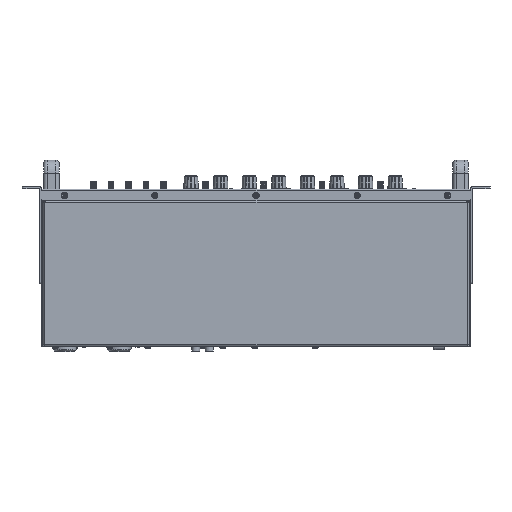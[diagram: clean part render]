
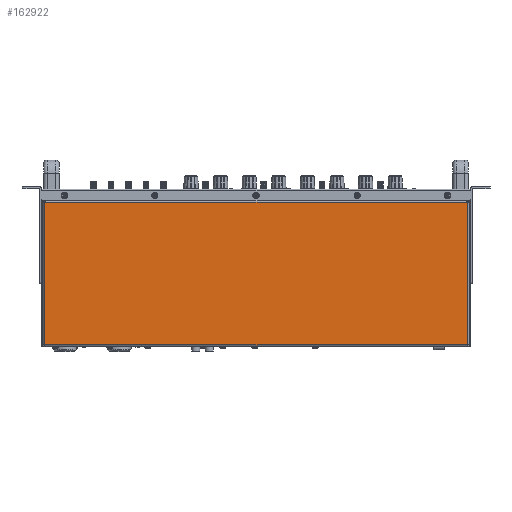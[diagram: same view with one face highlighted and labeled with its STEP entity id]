
A CAD part, front view. The second image highlights one B-rep face of the part: STEP entity #162922.
In plain terms, the highlighted planar face has unit normal (0, -1, 0).
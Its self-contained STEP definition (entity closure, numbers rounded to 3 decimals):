
#428 = LINE ( 'NONE', #268961, #194518 ) ;
#1393 = DIRECTION ( 'NONE',  ( 0., 0., -1. ) ) ;
#2909 = PLANE ( 'NONE',  #139372 ) ;
#4369 = FACE_OUTER_BOUND ( 'NONE', #145915, .T. ) ;
#5783 = DIRECTION ( 'NONE',  ( 0., -1., 0. ) ) ;
#6659 = ORIENTED_EDGE ( 'NONE', *, *, #59094, .F. ) ;
#9965 = LINE ( 'NONE', #277092, #227244 ) ;
#16304 = LINE ( 'NONE', #207487, #259140 ) ;
#23369 = LINE ( 'NONE', #26277, #166977 ) ;
#26277 = CARTESIAN_POINT ( 'NONE',  ( -217., -21.85, -12. ) ) ;
#29287 = CARTESIAN_POINT ( 'NONE',  ( -217., -21.85, -12. ) ) ;
#31642 = ORIENTED_EDGE ( 'NONE', *, *, #35764, .T. ) ;
#33250 = VERTEX_POINT ( 'NONE', #226895 ) ;
#35764 = EDGE_CURVE ( 'NONE', #200856, #64777, #23369, .T. ) ;
#41403 = ORIENTED_EDGE ( 'NONE', *, *, #229778, .F. ) ;
#43002 = VECTOR ( 'NONE', #255437, 1000. ) ;
#57300 = VERTEX_POINT ( 'NONE', #140431 ) ;
#58733 = CARTESIAN_POINT ( 'NONE',  ( 217.8, -21.85, -158.8 ) ) ;
#59094 = EDGE_CURVE ( 'NONE', #221626, #95481, #428, .T. ) ;
#60511 = CARTESIAN_POINT ( 'NONE',  ( -217., -21.85, -11.952 ) ) ;
#60641 = CARTESIAN_POINT ( 'NONE',  ( -217.8, -21.85, -12. ) ) ;
#64477 = EDGE_CURVE ( 'NONE', #180185, #57300, #16304, .T. ) ;
#64497 = EDGE_CURVE ( 'NONE', #64777, #252816, #118066, .T. ) ;
#64777 = VERTEX_POINT ( 'NONE', #29287 ) ;
#74116 = CARTESIAN_POINT ( 'NONE',  ( -217.8, -21.85, -12. ) ) ;
#79021 = DIRECTION ( 'NONE',  ( 0., 0., -1. ) ) ;
#83966 = ORIENTED_EDGE ( 'NONE', *, *, #64497, .T. ) ;
#89186 = CARTESIAN_POINT ( 'NONE',  ( -217.8, -21.85, -12. ) ) ;
#95481 = VERTEX_POINT ( 'NONE', #283993 ) ;
#100142 = CARTESIAN_POINT ( 'NONE',  ( 217., -21.85, -11.952 ) ) ;
#105365 = EDGE_CURVE ( 'NONE', #180185, #200856, #207027, .T. ) ;
#112968 = CARTESIAN_POINT ( 'NONE',  ( 0., -21.85, 0. ) ) ;
#118066 = LINE ( 'NONE', #74116, #160930 ) ;
#125196 = ORIENTED_EDGE ( 'NONE', *, *, #105365, .T. ) ;
#127609 = VECTOR ( 'NONE', #189783, 1000. ) ;
#134503 = LINE ( 'NONE', #223919, #212551 ) ;
#134785 = ORIENTED_EDGE ( 'NONE', *, *, #196718, .F. ) ;
#139372 = AXIS2_PLACEMENT_3D ( 'NONE', #112968, #5783, #162776 ) ;
#140431 = CARTESIAN_POINT ( 'NONE',  ( 217., -21.85, -12. ) ) ;
#141567 = DIRECTION ( 'NONE',  ( -1., 0., 0. ) ) ;
#145915 = EDGE_LOOP ( 'NONE', ( #283374, #134785, #189339, #125196, #31642, #83966, #41403, #6659 ) ) ;
#160930 = VECTOR ( 'NONE', #141567, 1000. ) ;
#162776 = DIRECTION ( 'NONE',  ( 0., 0., -1. ) ) ;
#162922 = ADVANCED_FACE ( 'NONE', ( #4369 ), #2909, .T. ) ;
#166977 = VECTOR ( 'NONE', #1393, 1000. ) ;
#167419 = CARTESIAN_POINT ( 'NONE',  ( 0., -21.85, -11.952 ) ) ;
#180185 = VERTEX_POINT ( 'NONE', #100142 ) ;
#189339 = ORIENTED_EDGE ( 'NONE', *, *, #64477, .F. ) ;
#189783 = DIRECTION ( 'NONE',  ( 0., 0., 1. ) ) ;
#194518 = VECTOR ( 'NONE', #226315, 1000. ) ;
#196718 = EDGE_CURVE ( 'NONE', #57300, #33250, #134503, .T. ) ;
#200856 = VERTEX_POINT ( 'NONE', #60511 ) ;
#207027 = LINE ( 'NONE', #167419, #43002 ) ;
#207487 = CARTESIAN_POINT ( 'NONE',  ( 217., -21.85, 0. ) ) ;
#212551 = VECTOR ( 'NONE', #248820, 1000. ) ;
#221626 = VERTEX_POINT ( 'NONE', #58733 ) ;
#223919 = CARTESIAN_POINT ( 'NONE',  ( 0., -21.85, -12. ) ) ;
#226315 = DIRECTION ( 'NONE',  ( -1., 0., 0. ) ) ;
#226895 = CARTESIAN_POINT ( 'NONE',  ( 217.8, -21.85, -12. ) ) ;
#227244 = VECTOR ( 'NONE', #79021, 1000. ) ;
#229778 = EDGE_CURVE ( 'NONE', #95481, #252816, #261595, .T. ) ;
#246046 = EDGE_CURVE ( 'NONE', #33250, #221626, #9965, .T. ) ;
#248820 = DIRECTION ( 'NONE',  ( 1., 0., 0. ) ) ;
#252816 = VERTEX_POINT ( 'NONE', #89186 ) ;
#255437 = DIRECTION ( 'NONE',  ( -1., 0., 0. ) ) ;
#259140 = VECTOR ( 'NONE', #275072, 1000. ) ;
#261595 = LINE ( 'NONE', #60641, #127609 ) ;
#268961 = CARTESIAN_POINT ( 'NONE',  ( -217.8, -21.85, -158.8 ) ) ;
#275072 = DIRECTION ( 'NONE',  ( 0., 0., -1. ) ) ;
#277092 = CARTESIAN_POINT ( 'NONE',  ( 217.8, -21.85, -12. ) ) ;
#283374 = ORIENTED_EDGE ( 'NONE', *, *, #246046, .F. ) ;
#283993 = CARTESIAN_POINT ( 'NONE',  ( -217.8, -21.85, -158.8 ) ) ;
